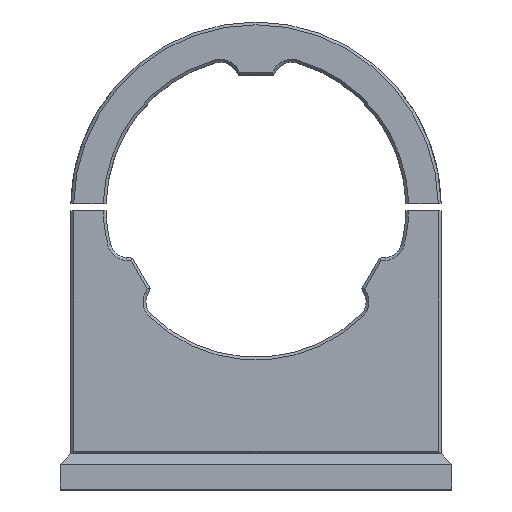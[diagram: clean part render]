
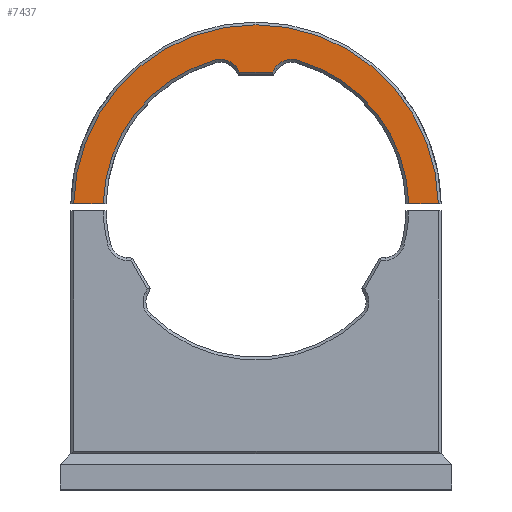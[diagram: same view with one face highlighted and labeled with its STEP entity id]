
A CAD part, top view. The second image highlights one B-rep face of the part: STEP entity #7437.
In plain terms, the highlighted planar face has unit normal (0, 0, 1).
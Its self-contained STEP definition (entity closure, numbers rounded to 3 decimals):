
#174 = FACE_OUTER_BOUND ( 'NONE', #5276, .T. ) ;
#203 = DIRECTION ( 'NONE',  ( 0., 0., -1. ) ) ;
#273 = EDGE_CURVE ( 'NONE', #5774, #1919, #7390, .T. ) ;
#380 = DIRECTION ( 'NONE',  ( 1., 0., 0. ) ) ;
#397 = CARTESIAN_POINT ( 'NONE',  ( -43.288, 7.473, 80. ) ) ;
#490 = AXIS2_PLACEMENT_3D ( 'NONE', #9523, #4264, #10409 ) ;
#530 = LINE ( 'NONE', #1226, #4891 ) ;
#583 = CARTESIAN_POINT ( 'NONE',  ( 11.695, 48.164, 80. ) ) ;
#732 = VERTEX_POINT ( 'NONE', #7190 ) ;
#785 = LINE ( 'NONE', #10698, #7484 ) ;
#1226 = CARTESIAN_POINT ( 'NONE',  ( 0., 7.473, 80. ) ) ;
#1246 = CARTESIAN_POINT ( 'NONE',  ( 0., 6.473, 80. ) ) ;
#1533 = CARTESIAN_POINT ( 'NONE',  ( 5.377, 45.906, 80. ) ) ;
#1735 = CARTESIAN_POINT ( 'NONE',  ( 4.584, 44.773, 80. ) ) ;
#1919 = VERTEX_POINT ( 'NONE', #1735 ) ;
#1973 = VERTEX_POINT ( 'NONE', #9701 ) ;
#2123 = DIRECTION ( 'NONE',  ( -1., 0., 0. ) ) ;
#2235 = ORIENTED_EDGE ( 'NONE', *, *, #6281, .T. ) ;
#2252 = ORIENTED_EDGE ( 'NONE', *, *, #4235, .T. ) ;
#2280 = CIRCLE ( 'NONE', #10279, 5.8 ) ;
#2369 = CARTESIAN_POINT ( 'NONE',  ( 51.69, 7.473, 80. ) ) ;
#2687 = CIRCLE ( 'NONE', #5947, 51.7 ) ;
#2951 = CARTESIAN_POINT ( 'NONE',  ( 5.377, 45.906, 80. ) ) ;
#3141 = ORIENTED_EDGE ( 'NONE', *, *, #3627, .T. ) ;
#3349 = PLANE ( 'NONE',  #490 ) ;
#3441 = CARTESIAN_POINT ( 'NONE',  ( -5.377, 45.906, 80. ) ) ;
#3627 = EDGE_CURVE ( 'NONE', #6953, #5774, #785, .T. ) ;
#3732 = EDGE_CURVE ( 'NONE', #732, #8261, #9118, .T. ) ;
#3878 = VERTEX_POINT ( 'NONE', #583 ) ;
#3934 = VERTEX_POINT ( 'NONE', #1533 ) ;
#4192 = VECTOR ( 'NONE', #380, 1000. ) ;
#4235 = EDGE_CURVE ( 'NONE', #8261, #1973, #2687, .T. ) ;
#4246 = CIRCLE ( 'NONE', #8027, 43.3 ) ;
#4263 = EDGE_CURVE ( 'NONE', #3934, #3878, #4986, .T. ) ;
#4264 = DIRECTION ( 'NONE',  ( 0., 0., -1. ) ) ;
#4327 = CARTESIAN_POINT ( 'NONE',  ( -10.128, 42.58, 80. ) ) ;
#4504 = DIRECTION ( 'NONE',  ( 0.574, -0.819, 0. ) ) ;
#4521 = DIRECTION ( 'NONE',  ( 0., 0., -1. ) ) ;
#4720 = DIRECTION ( 'NONE',  ( 1., 0., 0. ) ) ;
#4741 = CARTESIAN_POINT ( 'NONE',  ( 10.128, 42.58, 80. ) ) ;
#4813 = VERTEX_POINT ( 'NONE', #11375 ) ;
#4891 = VECTOR ( 'NONE', #9022, 1000. ) ;
#4986 = CIRCLE ( 'NONE', #5355, 5.8 ) ;
#5200 = DIRECTION ( 'NONE',  ( -1., 0., 0. ) ) ;
#5257 = AXIS2_PLACEMENT_3D ( 'NONE', #5436, #203, #6317 ) ;
#5276 = EDGE_LOOP ( 'NONE', ( #7653, #2252, #6242, #9055, #5497, #3141, #8272, #11366, #9770, #2235 ) ) ;
#5355 = AXIS2_PLACEMENT_3D ( 'NONE', #4741, #10883, #5621 ) ;
#5436 = CARTESIAN_POINT ( 'NONE',  ( 0., 6.473, 80. ) ) ;
#5497 = ORIENTED_EDGE ( 'NONE', *, *, #5810, .T. ) ;
#5514 = EDGE_CURVE ( 'NONE', #1919, #3934, #6252, .T. ) ;
#5563 = DIRECTION ( 'NONE',  ( 0.574, 0.819, 0. ) ) ;
#5611 = CARTESIAN_POINT ( 'NONE',  ( 0., 7.473, 80. ) ) ;
#5621 = DIRECTION ( 'NONE',  ( -1., 0., 0. ) ) ;
#5774 = VERTEX_POINT ( 'NONE', #8593 ) ;
#5810 = EDGE_CURVE ( 'NONE', #4813, #6953, #2280, .T. ) ;
#5947 = AXIS2_PLACEMENT_3D ( 'NONE', #1246, #7350, #2123 ) ;
#5984 = VECTOR ( 'NONE', #5563, 1000. ) ;
#6242 = ORIENTED_EDGE ( 'NONE', *, *, #10569, .T. ) ;
#6252 = LINE ( 'NONE', #2951, #5984 ) ;
#6281 = EDGE_CURVE ( 'NONE', #3878, #732, #8059, .T. ) ;
#6317 = DIRECTION ( 'NONE',  ( -1., 0., 0. ) ) ;
#6953 = VERTEX_POINT ( 'NONE', #3441 ) ;
#7190 = CARTESIAN_POINT ( 'NONE',  ( 43.288, 7.473, 80. ) ) ;
#7350 = DIRECTION ( 'NONE',  ( 0., 0., 1. ) ) ;
#7390 = LINE ( 'NONE', #10866, #10556 ) ;
#7437 = ADVANCED_FACE ( 'NONE', ( #174 ), #3349, .F. ) ;
#7484 = VECTOR ( 'NONE', #4504, 1000. ) ;
#7653 = ORIENTED_EDGE ( 'NONE', *, *, #3732, .T. ) ;
#8027 = AXIS2_PLACEMENT_3D ( 'NONE', #9786, #4521, #10683 ) ;
#8059 = CIRCLE ( 'NONE', #5257, 43.3 ) ;
#8261 = VERTEX_POINT ( 'NONE', #2369 ) ;
#8272 = ORIENTED_EDGE ( 'NONE', *, *, #273, .T. ) ;
#8593 = CARTESIAN_POINT ( 'NONE',  ( -4.584, 44.773, 80. ) ) ;
#9022 = DIRECTION ( 'NONE',  ( 1., 0., 0. ) ) ;
#9055 = ORIENTED_EDGE ( 'NONE', *, *, #9196, .T. ) ;
#9118 = LINE ( 'NONE', #5611, #4192 ) ;
#9196 = EDGE_CURVE ( 'NONE', #9937, #4813, #4246, .T. ) ;
#9523 = CARTESIAN_POINT ( 'NONE',  ( 0., 6.473, 80. ) ) ;
#9701 = CARTESIAN_POINT ( 'NONE',  ( -51.69, 7.473, 80. ) ) ;
#9770 = ORIENTED_EDGE ( 'NONE', *, *, #4263, .T. ) ;
#9786 = CARTESIAN_POINT ( 'NONE',  ( 0., 6.473, 80. ) ) ;
#9937 = VERTEX_POINT ( 'NONE', #397 ) ;
#10279 = AXIS2_PLACEMENT_3D ( 'NONE', #4327, #10470, #5200 ) ;
#10409 = DIRECTION ( 'NONE',  ( -1., 0., 0. ) ) ;
#10470 = DIRECTION ( 'NONE',  ( 0., 0., -1. ) ) ;
#10556 = VECTOR ( 'NONE', #4720, 1000. ) ;
#10569 = EDGE_CURVE ( 'NONE', #1973, #9937, #530, .T. ) ;
#10683 = DIRECTION ( 'NONE',  ( -1., 0., 0. ) ) ;
#10698 = CARTESIAN_POINT ( 'NONE',  ( -4.345, 44.432, 80. ) ) ;
#10866 = CARTESIAN_POINT ( 'NONE',  ( 5., 44.773, 80. ) ) ;
#10883 = DIRECTION ( 'NONE',  ( 0., 0., -1. ) ) ;
#11366 = ORIENTED_EDGE ( 'NONE', *, *, #5514, .T. ) ;
#11375 = CARTESIAN_POINT ( 'NONE',  ( -11.695, 48.164, 80. ) ) ;
